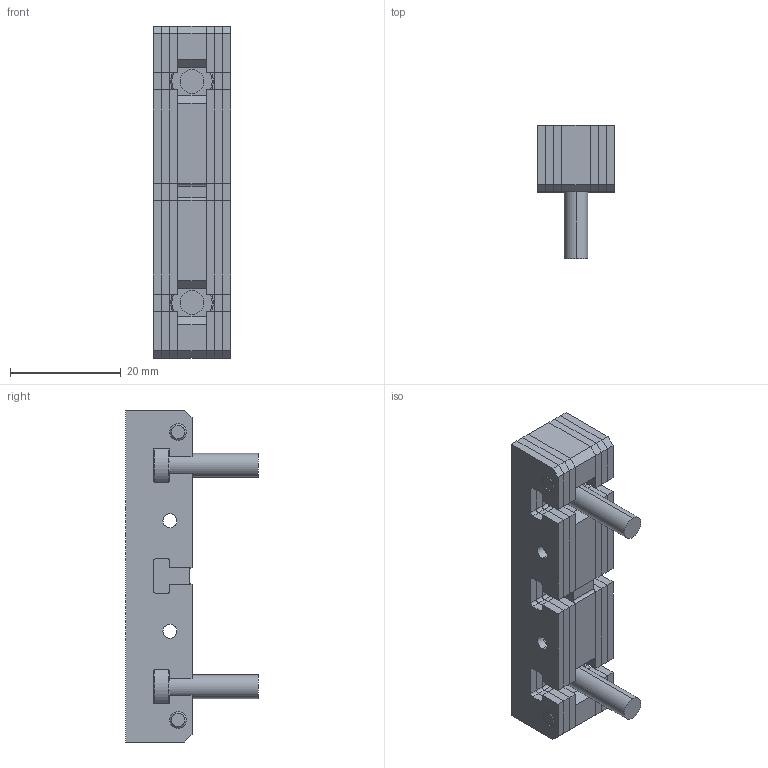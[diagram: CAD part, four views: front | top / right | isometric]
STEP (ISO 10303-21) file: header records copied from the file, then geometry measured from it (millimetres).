
FILE_DESCRIPTION (( 'STEP AP203' ), '1' );
FILE_NAME ('f918.STEP', '2024-11-04T15:22:21', ( '' ), ( '' ), 'SwSTEP 2.0', 'SolidWorks 2019', '' );
FILE_SCHEMA (( 'CONFIG_CONTROL_DESIGN' ));
Length unit declared in the file: millimetre
Products named in the file (5): Pin_60 d5e7c8422a3322be1130a28ef9585fe8; Lamela_60 d5e7c8422a3322be1130a28ef9585fe8; Bolt_60 d5e7c8422a3322be1130a28ef9585fe8; Lamellar_Gas_Vent_ISGL60 d5e7c8422a3322be1130a28ef9585fe8; f918
Assembly tree (11 placements, depth 2):
  f918
    Lamellar_Gas_Vent_ISGL60 d5e7c8422a3322be1130a28ef9585fe8
    Lamela_60 d5e7c8422a3322be1130a28ef9585fe8  x6
    Bolt_60 d5e7c8422a3322be1130a28ef9585fe8  x2
    Pin_60 d5e7c8422a3322be1130a28ef9585fe8  x2
Bounding box: 14.08 x 24 x 60 mm (x, y, z)
Volume: 9339.6 mm3; surface area: 12676.8 mm2
Topology: 11 solids, 11 shells, 392 faces, 1088 edges, 720 vertices
Faces by surface type: plane 228, cylinder 148, cone 16
Entity records: 4325 total; most frequent: DIRECTION 650, CARTESIAN_POINT 631, ORIENTED_EDGE 608, EDGE_CURVE 304, AXIS2_PLACEMENT_3D 219, LINE 212, VECTOR 212, VERTEX_POINT 200
